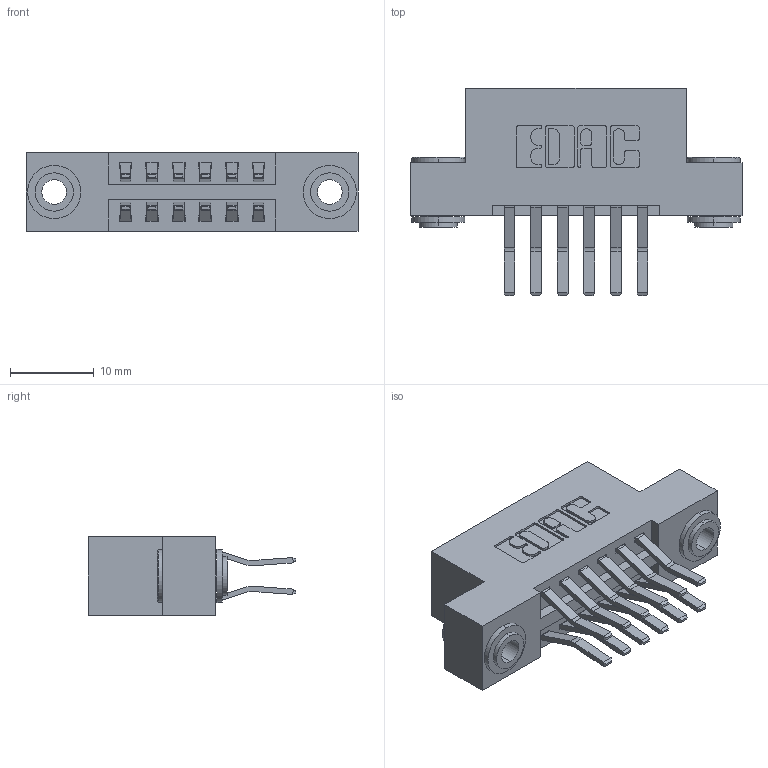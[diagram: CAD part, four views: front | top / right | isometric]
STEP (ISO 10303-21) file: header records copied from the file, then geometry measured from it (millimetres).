
FILE_DESCRIPTION (( 'STEP AP203' ), '1' );
FILE_NAME ('396-012-560-203.STEP', '2018-08-31T07:35:07', ( '' ), ( '' ), 'SwSTEP 2.0', 'SolidWorks 2016', '' );
FILE_SCHEMA (( 'CONFIG_CONTROL_DESIGN' ));
Length unit declared in the file: inch
Products named in the file (4): 346 Part_Flush Mounting Lugs - 0.156 Dia-TH; 345-292-001_560 Tail; 345-250-002_345-250-002-102; 396-012-560-203
Assembly tree (15 placements, depth 2):
  396-012-560-203
    346 Part_Flush Mounting Lugs - 0.156 Dia-TH
    345-292-001_560 Tail  x12
    345-250-002_345-250-002-102  x2
Bounding box: 39.62 x 24.78 x 9.4 mm (x, y, z)
Volume: 3682.3 mm3; surface area: 4919.7 mm2
Topology: 15 solids, 15 shells, 808 faces, 2337 edges, 1538 vertices
Faces by surface type: plane 506, cylinder 294, cone 8
Entity records: 9500 total; most frequent: CARTESIAN_POINT 1591, ORIENTED_EDGE 1518, DIRECTION 1489, EDGE_CURVE 759, LINE 575, VECTOR 575, VERTEX_POINT 502, AXIS2_PLACEMENT_3D 457
